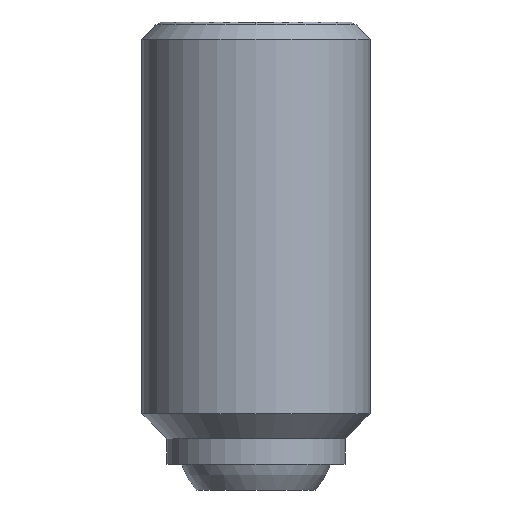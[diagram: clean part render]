
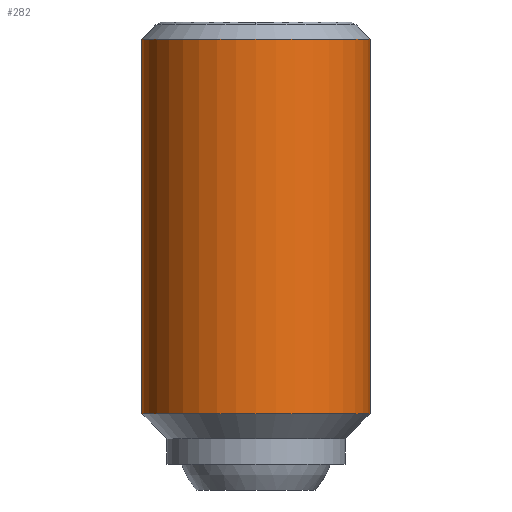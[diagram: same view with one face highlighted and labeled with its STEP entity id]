
A CAD part, front view. The second image highlights one B-rep face of the part: STEP entity #282.
In plain terms, the highlighted cylindrical face has radius 4 mm (diameter 8 mm), a partial arc.
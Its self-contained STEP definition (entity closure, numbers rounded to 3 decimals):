
#142=VERTEX_POINT('',#371);
#192=EDGE_CURVE('',#236,#302,#428,.T.);
#228=EDGE_CURVE('',#288,#236,#466,.T.);
#236=VERTEX_POINT('',#474);
#244=EDGE_CURVE('',#302,#142,#482,.T.);
#282=ADVANCED_FACE('',(#529),#530,.T.);
#288=VERTEX_POINT('',#536);
#302=VERTEX_POINT('',#551);
#334=EDGE_CURVE('',#288,#142,#585,.T.);
#371=CARTESIAN_POINT('',(4.,0.,-13.725));
#428=CIRCLE('',#705,4.0);
#466=LINE('',#769,#770);
#474=CARTESIAN_POINT('',(-4.,0.,-0.6));
#482=LINE('',#794,#795);
#529=FACE_OUTER_BOUND('',#867,.T.);
#530=CYLINDRICAL_SURFACE('',#868,4.0);
#536=CARTESIAN_POINT('',(-4.,0.,-13.725));
#551=CARTESIAN_POINT('',(4.,0.,-0.6));
#585=CIRCLE('',#951,4.0);
#705=AXIS2_PLACEMENT_3D('',#1049,#1050,#1051);
#769=CARTESIAN_POINT('',(-4.,0.,-7.163));
#770=VECTOR('',#1093,1.0);
#794=CARTESIAN_POINT('',(4.,0.,-7.163));
#795=VECTOR('',#1100,1.0);
#867=EDGE_LOOP('',(#1176,#1177,#1178,#1179));
#868=AXIS2_PLACEMENT_3D('',#1180,#1181,#1182);
#951=AXIS2_PLACEMENT_3D('',#1223,#1224,#1225);
#1049=CARTESIAN_POINT('',(0.,0.,-0.6));
#1050=DIRECTION('',(0.0,0.0,1.0));
#1051=DIRECTION('',(-1.0,0.,0.0));
#1093=DIRECTION('',(0.0,0.0,1.0));
#1100=DIRECTION('',(-0.0,-0.0,-1.0));
#1176=ORIENTED_EDGE('',*,*,#228,.F.);
#1177=ORIENTED_EDGE('',*,*,#334,.T.);
#1178=ORIENTED_EDGE('',*,*,#244,.F.);
#1179=ORIENTED_EDGE('',*,*,#192,.F.);
#1180=CARTESIAN_POINT('',(0.,0.,-7.163));
#1181=DIRECTION('',(-0.0,-0.0,-1.0));
#1182=DIRECTION('',(-1.0,0.,0.0));
#1223=CARTESIAN_POINT('',(0.,0.,-13.725));
#1224=DIRECTION('',(0.0,0.0,1.0));
#1225=DIRECTION('',(-1.0,0.,0.0));
